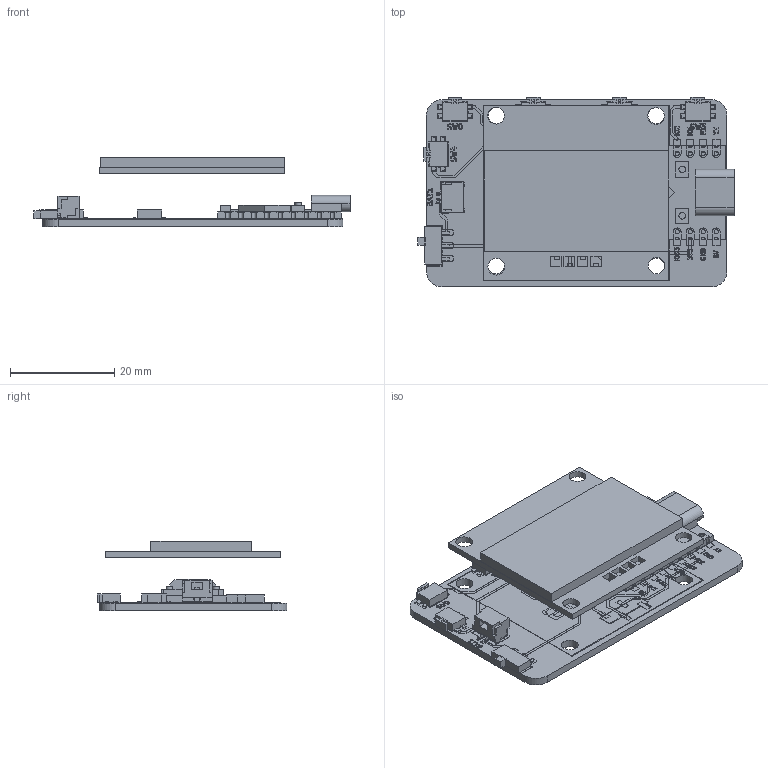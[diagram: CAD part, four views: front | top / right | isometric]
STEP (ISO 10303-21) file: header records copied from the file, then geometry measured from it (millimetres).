
FILE_DESCRIPTION(('KiCad electronic assembly'),'2;1');
FILE_NAME('flatchord.step','2025-08-22T08:18:17',('Pcbnew'),('Kicad'), 'Open CASCADE STEP processor 7.8','KiCad to STEP converter','Unknown' );
FILE_SCHEMA(('AUTOMOTIVE_DESIGN { 1 0 10303 214 1 1 1 1 }'));
Length unit declared in the file: millimetre
Products named in the file (13): flatchord 1; ESP32S3 Super Mini; JST_GH_SM02B-GHS-TB_1x02-1MP_P1.25mm_Horizontal; tft-sh1106-1.3-i2c-tft-sh1106-1.3-i2c; Body; evqpul02k; slide-switch-smt-mskt-12c03-Part; flatchord_copper; flatchord_pad; flatchord_silkscreen; flatchord_PCB
Assembly tree (16 placements, depth 3):
  flatchord 1
    ESP32S3 Super Mini
    JST_GH_SM02B-GHS-TB_1x02-1MP_P1.25mm_Horizontal
    tft-sh1106-1.3-i2c-tft-sh1106-1.3-i2c
      Body
    evqpul02k  x5
      Body
    slide-switch-smt-mskt-12c03-Part
      Body
    flatchord_copper
    flatchord_pad
    flatchord_silkscreen
    flatchord_PCB
Bounding box: 60.71 x 36.44 x 13.39 mm (x, y, z)
Volume: 6783.9 mm3; surface area: 10018.7 mm2
Topology: 72 solids, 196 shells, 1574 faces, 6359 edges, 5076 vertices
Faces by surface type: plane 1326, cylinder 198, bspline 50
Full cylindrical faces by diameter (mm): 0.813 x18, 0.9 x12, 1.27 x2, 3.2 x8
Entity records: 66217 total; most frequent: CARTESIAN_POINT 14588, DIRECTION 9204, ORIENTED_EDGE 8924, EDGE_CURVE 5783, LINE 4796, VECTOR 4796, VERTEX_POINT 4724, AXIS2_PLACEMENT_3D 2204
